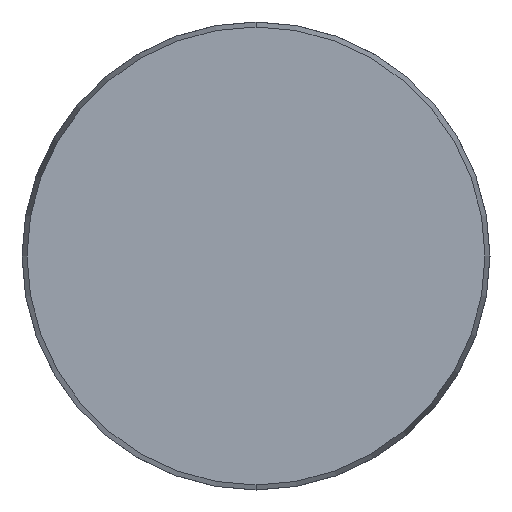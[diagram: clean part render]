
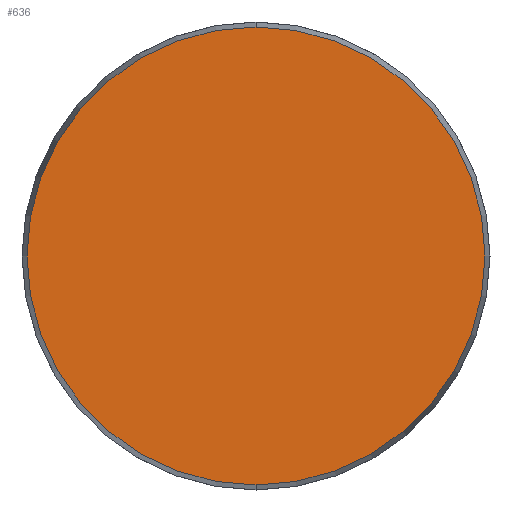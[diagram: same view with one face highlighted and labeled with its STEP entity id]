
A CAD part, front view. The second image highlights one B-rep face of the part: STEP entity #636.
In plain terms, the highlighted planar face has unit normal (0, -1, 0).
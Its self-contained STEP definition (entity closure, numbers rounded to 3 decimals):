
#6 = DIRECTION ( 'NONE',  ( 0., 0., -1. ) ) ;
#35 = CIRCLE ( 'NONE', #60, 39.143 ) ;
#53 = EDGE_CURVE ( 'NONE', #435, #652, #35, .T. ) ;
#60 = AXIS2_PLACEMENT_3D ( 'NONE', #788, #69, #6 ) ;
#69 = DIRECTION ( 'NONE',  ( 0., -1., 0. ) ) ;
#90 = CARTESIAN_POINT ( 'NONE',  ( -39.143, 0., 0. ) ) ;
#151 = DIRECTION ( 'NONE',  ( 0., 1., 0. ) ) ;
#208 = CARTESIAN_POINT ( 'NONE',  ( 0., 0., 39.143 ) ) ;
#216 = FACE_OUTER_BOUND ( 'NONE', #412, .T. ) ;
#222 = CIRCLE ( 'NONE', #492, 39.143 ) ;
#247 = ORIENTED_EDGE ( 'NONE', *, *, #602, .T. ) ;
#346 = DIRECTION ( 'NONE',  ( 0., 0., -1. ) ) ;
#348 = DIRECTION ( 'NONE',  ( 0., 0., 1. ) ) ;
#398 = AXIS2_PLACEMENT_3D ( 'NONE', #90, #151, #348 ) ;
#404 = CARTESIAN_POINT ( 'NONE',  ( 0., 0., 0. ) ) ;
#406 = DIRECTION ( 'NONE',  ( 0., -1., 0. ) ) ;
#412 = EDGE_LOOP ( 'NONE', ( #450, #247 ) ) ;
#435 = VERTEX_POINT ( 'NONE', #208 ) ;
#450 = ORIENTED_EDGE ( 'NONE', *, *, #53, .T. ) ;
#492 = AXIS2_PLACEMENT_3D ( 'NONE', #404, #406, #346 ) ;
#602 = EDGE_CURVE ( 'NONE', #652, #435, #222, .T. ) ;
#636 = ADVANCED_FACE ( 'NONE', ( #216 ), #744, .F. ) ;
#652 = VERTEX_POINT ( 'NONE', #690 ) ;
#690 = CARTESIAN_POINT ( 'NONE',  ( 0., 0., -39.143 ) ) ;
#744 = PLANE ( 'NONE',  #398 ) ;
#788 = CARTESIAN_POINT ( 'NONE',  ( 0., 0., 0. ) ) ;
